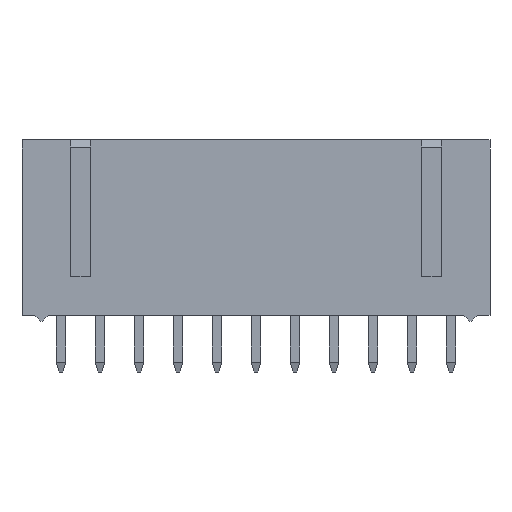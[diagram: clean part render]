
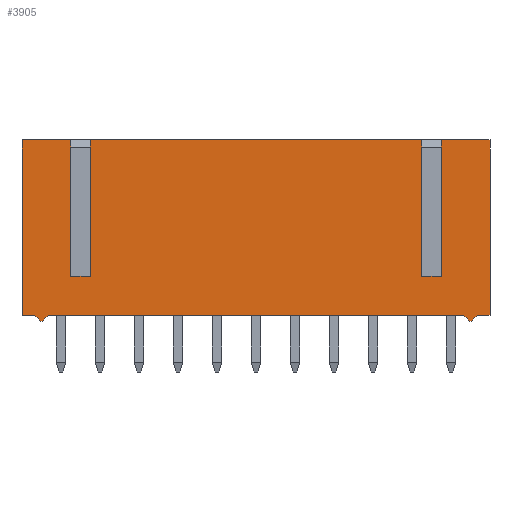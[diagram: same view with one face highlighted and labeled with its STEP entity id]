
A CAD part, front view. The second image highlights one B-rep face of the part: STEP entity #3905.
In plain terms, the highlighted planar face has unit normal (0, -1, 0).
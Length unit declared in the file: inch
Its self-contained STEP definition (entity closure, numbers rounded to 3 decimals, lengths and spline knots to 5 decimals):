
#5=DIRECTION('',(0.,0.,-1.));
#6=VECTOR('',#5,0.45);
#7=CARTESIAN_POINT('',(-0.6,-0.1,0.15));
#8=LINE('',#7,#6);
#541=DIRECTION('',(1.,0.,0.));
#542=VECTOR('',#541,0.0325);
#543=CARTESIAN_POINT('',(-0.6,-0.1,-0.3));
#544=LINE('',#543,#542);
#549=DIRECTION('',(1.,0.,0.));
#550=VECTOR('',#549,1.065);
#551=CARTESIAN_POINT('',(-0.5325,-0.1,-0.3));
#552=LINE('',#551,#550);
#561=DIRECTION('',(1.,0.,0.));
#562=VECTOR('',#561,0.0325);
#563=CARTESIAN_POINT('',(0.5675,-0.1,-0.3));
#564=LINE('',#563,#562);
#745=DIRECTION('',(-1.,0.,0.));
#746=VECTOR('',#745,0.05);
#747=CARTESIAN_POINT('',(-0.425,-0.1,-0.2));
#748=LINE('',#747,#746);
#749=DIRECTION('',(0.,0.,-1.));
#750=VECTOR('',#749,0.35);
#751=CARTESIAN_POINT('',(-0.425,-0.1,0.15));
#752=LINE('',#751,#750);
#753=DIRECTION('',(1.,0.,0.));
#754=VECTOR('',#753,0.85);
#755=CARTESIAN_POINT('',(-0.425,-0.1,0.15));
#756=LINE('',#755,#754);
#757=DIRECTION('',(0.,0.,-1.));
#758=VECTOR('',#757,0.35);
#759=CARTESIAN_POINT('',(0.425,-0.1,0.15));
#760=LINE('',#759,#758);
#761=DIRECTION('',(1.,0.,0.));
#762=VECTOR('',#761,0.05);
#763=CARTESIAN_POINT('',(0.425,-0.1,-0.2));
#764=LINE('',#763,#762);
#765=DIRECTION('',(0.,0.,-1.));
#766=VECTOR('',#765,0.35);
#767=CARTESIAN_POINT('',(0.475,-0.1,0.15));
#768=LINE('',#767,#766);
#769=DIRECTION('',(1.,0.,0.));
#770=VECTOR('',#769,0.125);
#771=CARTESIAN_POINT('',(0.475,-0.1,0.15));
#772=LINE('',#771,#770);
#773=DIRECTION('',(-0.707,0.,-0.707));
#774=VECTOR('',#773,0.02121);
#775=CARTESIAN_POINT('',(0.5675,-0.1,-0.3));
#776=LINE('',#775,#774);
#777=DIRECTION('',(-1.,0.,0.));
#778=VECTOR('',#777,0.005);
#779=CARTESIAN_POINT('',(0.5525,-0.1,-0.315));
#780=LINE('',#779,#778);
#781=DIRECTION('',(-0.707,0.,0.707));
#782=VECTOR('',#781,0.02121);
#783=CARTESIAN_POINT('',(0.5475,-0.1,-0.315));
#784=LINE('',#783,#782);
#785=DIRECTION('',(-0.707,0.,-0.707));
#786=VECTOR('',#785,0.02121);
#787=CARTESIAN_POINT('',(-0.5325,-0.1,-0.3));
#788=LINE('',#787,#786);
#789=DIRECTION('',(-1.,0.,0.));
#790=VECTOR('',#789,0.005);
#791=CARTESIAN_POINT('',(-0.5475,-0.1,-0.315));
#792=LINE('',#791,#790);
#793=DIRECTION('',(-0.707,0.,0.707));
#794=VECTOR('',#793,0.02121);
#795=CARTESIAN_POINT('',(-0.5525,-0.1,-0.315));
#796=LINE('',#795,#794);
#797=DIRECTION('',(1.,0.,0.));
#798=VECTOR('',#797,0.125);
#799=CARTESIAN_POINT('',(-0.6,-0.1,0.15));
#800=LINE('',#799,#798);
#801=DIRECTION('',(0.,0.,-1.));
#802=VECTOR('',#801,0.35);
#803=CARTESIAN_POINT('',(-0.475,-0.1,0.15));
#804=LINE('',#803,#802);
#1097=DIRECTION('',(0.,0.,-1.));
#1098=VECTOR('',#1097,0.45);
#1099=CARTESIAN_POINT('',(0.6,-0.1,0.15));
#1100=LINE('',#1099,#1098);
#2409=CARTESIAN_POINT('',(-0.6,-0.1,0.15));
#2410=CARTESIAN_POINT('',(-0.6,-0.1,-0.3));
#2411=VERTEX_POINT('',#2409);
#2412=VERTEX_POINT('',#2410);
#2415=CARTESIAN_POINT('',(0.6,-0.1,0.15));
#2416=CARTESIAN_POINT('',(0.6,-0.1,-0.3));
#2417=VERTEX_POINT('',#2415);
#2418=VERTEX_POINT('',#2416);
#2493=CARTESIAN_POINT('',(-0.5475,-0.1,-0.315));
#2494=CARTESIAN_POINT('',(-0.5525,-0.1,-0.315));
#2495=VERTEX_POINT('',#2493);
#2496=VERTEX_POINT('',#2494);
#2497=CARTESIAN_POINT('',(0.5525,-0.1,-0.315));
#2498=CARTESIAN_POINT('',(0.5475,-0.1,-0.315));
#2499=VERTEX_POINT('',#2497);
#2500=VERTEX_POINT('',#2498);
#2501=CARTESIAN_POINT('',(-0.5675,-0.1,-0.3));
#2503=VERTEX_POINT('',#2501);
#2505=CARTESIAN_POINT('',(-0.5325,-0.1,-0.3));
#2507=VERTEX_POINT('',#2505);
#2509=CARTESIAN_POINT('',(0.5325,-0.1,-0.3));
#2511=VERTEX_POINT('',#2509);
#2513=CARTESIAN_POINT('',(0.5675,-0.1,-0.3));
#2515=VERTEX_POINT('',#2513);
#2593=CARTESIAN_POINT('',(0.425,-0.1,-0.2));
#2594=CARTESIAN_POINT('',(0.475,-0.1,-0.2));
#2595=VERTEX_POINT('',#2593);
#2596=VERTEX_POINT('',#2594);
#2597=CARTESIAN_POINT('',(0.425,-0.1,0.15));
#2598=VERTEX_POINT('',#2597);
#2599=CARTESIAN_POINT('',(0.475,-0.1,0.15));
#2600=VERTEX_POINT('',#2599);
#2626=CARTESIAN_POINT('',(-0.425,-0.1,-0.2));
#2628=VERTEX_POINT('',#2626);
#2629=CARTESIAN_POINT('',(-0.475,-0.1,-0.2));
#2631=VERTEX_POINT('',#2629);
#2633=CARTESIAN_POINT('',(-0.425,-0.1,0.15));
#2634=VERTEX_POINT('',#2633);
#2635=CARTESIAN_POINT('',(-0.475,-0.1,0.15));
#2636=VERTEX_POINT('',#2635);
#3869=CARTESIAN_POINT('',(-0.6,-0.1,0.15));
#3870=DIRECTION('',(0.,-1.,0.));
#3871=DIRECTION('',(0.,0.,-1.));
#3872=AXIS2_PLACEMENT_3D('',#3869,#3870,#3871);
#3873=PLANE('',#3872);
#3874=ORIENTED_EDGE('',*,*,#3325,.F.);
#3875=ORIENTED_EDGE('',*,*,#3312,.F.);
#3876=ORIENTED_EDGE('',*,*,#3244,.T.);
#3878=ORIENTED_EDGE('',*,*,#3877,.T.);
#3879=ORIENTED_EDGE('',*,*,#3348,.T.);
#3881=ORIENTED_EDGE('',*,*,#3880,.F.);
#3882=ORIENTED_EDGE('',*,*,#3260,.T.);
#3884=ORIENTED_EDGE('',*,*,#3883,.T.);
#3885=ORIENTED_EDGE('',*,*,#3847,.F.);
#3887=ORIENTED_EDGE('',*,*,#3886,.T.);
#3889=ORIENTED_EDGE('',*,*,#3888,.T.);
#3891=ORIENTED_EDGE('',*,*,#3890,.T.);
#3892=ORIENTED_EDGE('',*,*,#3726,.F.);
#3894=ORIENTED_EDGE('',*,*,#3893,.T.);
#3896=ORIENTED_EDGE('',*,*,#3895,.T.);
#3897=ORIENTED_EDGE('',*,*,#3861,.T.);
#3898=ORIENTED_EDGE('',*,*,#3714,.F.);
#3899=ORIENTED_EDGE('',*,*,#3154,.F.);
#3900=ORIENTED_EDGE('',*,*,#3284,.T.);
#3902=ORIENTED_EDGE('',*,*,#3901,.T.);
#3903=EDGE_LOOP('',(#3874,#3875,#3876,#3878,#3879,#3881,#3882,#3884,#3885,#3887,
#3889,#3891,#3892,#3894,#3896,#3897,#3898,#3899,#3900,#3902));
#3904=FACE_OUTER_BOUND('',#3903,.F.);
#3905=ADVANCED_FACE('',(#3904),#3873,.T.);
#3154=EDGE_CURVE('',#2411,#2412,#8,.T.);
#3244=EDGE_CURVE('',#2634,#2598,#756,.T.);
#3260=EDGE_CURVE('',#2600,#2417,#772,.T.);
#3284=EDGE_CURVE('',#2411,#2636,#800,.T.);
#3312=EDGE_CURVE('',#2634,#2628,#752,.T.);
#3325=EDGE_CURVE('',#2628,#2631,#748,.T.);
#3348=EDGE_CURVE('',#2595,#2596,#764,.T.);
#3714=EDGE_CURVE('',#2412,#2503,#544,.T.);
#3726=EDGE_CURVE('',#2507,#2511,#552,.T.);
#3847=EDGE_CURVE('',#2515,#2418,#564,.T.);
#3861=EDGE_CURVE('',#2496,#2503,#796,.T.);
#3877=EDGE_CURVE('',#2598,#2595,#760,.T.);
#3880=EDGE_CURVE('',#2600,#2596,#768,.T.);
#3883=EDGE_CURVE('',#2417,#2418,#1100,.T.);
#3886=EDGE_CURVE('',#2515,#2499,#776,.T.);
#3888=EDGE_CURVE('',#2499,#2500,#780,.T.);
#3890=EDGE_CURVE('',#2500,#2511,#784,.T.);
#3893=EDGE_CURVE('',#2507,#2495,#788,.T.);
#3895=EDGE_CURVE('',#2495,#2496,#792,.T.);
#3901=EDGE_CURVE('',#2636,#2631,#804,.T.);
